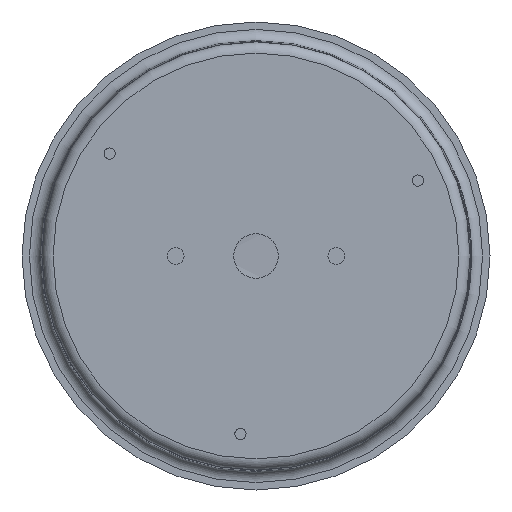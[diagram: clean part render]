
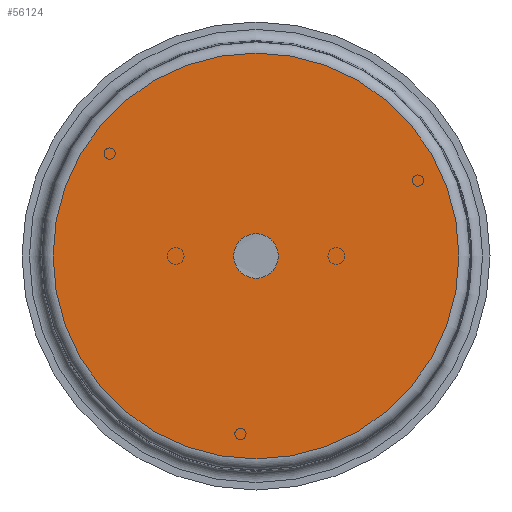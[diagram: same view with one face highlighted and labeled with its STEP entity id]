
A CAD part, front view. The second image highlights one B-rep face of the part: STEP entity #56124.
In plain terms, the highlighted planar face has unit normal (0, -1, 0).
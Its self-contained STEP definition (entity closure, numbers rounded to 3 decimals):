
#70 = EDGE_LOOP ( 'NONE', ( #1400 ) ) ;
#1400 = ORIENTED_EDGE ( 'NONE', *, *, #9372, .T. ) ;
#3049 = DIRECTION ( 'NONE',  ( 0., 0., 1. ) ) ;
#3336 = CARTESIAN_POINT ( 'NONE',  ( 0., 0., 0. ) ) ;
#9372 = EDGE_CURVE ( 'NONE', #33759, #33759, #65882, .T. ) ;
#23957 = CIRCLE ( 'NONE', #75469, 6. ) ;
#30232 = ORIENTED_EDGE ( 'NONE', *, *, #71528, .T. ) ;
#33759 = VERTEX_POINT ( 'NONE', #77107 ) ;
#33769 = DIRECTION ( 'NONE',  ( 0., 0., 1. ) ) ;
#43600 = PLANE ( 'NONE',  #79701 ) ;
#49453 = VERTEX_POINT ( 'NONE', #63288 ) ;
#56124 = ADVANCED_FACE ( 'NONE', ( #68165, #82996 ), #43600, .F. ) ;
#57039 = DIRECTION ( 'NONE',  ( 0., 1., 0. ) ) ;
#57185 = AXIS2_PLACEMENT_3D ( 'NONE', #60670, #73600, #33769 ) ;
#60670 = CARTESIAN_POINT ( 'NONE',  ( 0., 0., 0. ) ) ;
#63288 = CARTESIAN_POINT ( 'NONE',  ( 0., 0., 6. ) ) ;
#65882 = CIRCLE ( 'NONE', #57185, 54.526 ) ;
#68165 = FACE_OUTER_BOUND ( 'NONE', #70, .T. ) ;
#71528 = EDGE_CURVE ( 'NONE', #49453, #49453, #23957, .T. ) ;
#73580 = EDGE_LOOP ( 'NONE', ( #30232 ) ) ;
#73600 = DIRECTION ( 'NONE',  ( 0., -1., 0. ) ) ;
#73952 = DIRECTION ( 'NONE',  ( 0., 0., 1. ) ) ;
#75469 = AXIS2_PLACEMENT_3D ( 'NONE', #86650, #80151, #73952 ) ;
#77107 = CARTESIAN_POINT ( 'NONE',  ( 0., 0., 54.526 ) ) ;
#79701 = AXIS2_PLACEMENT_3D ( 'NONE', #3336, #57039, #3049 ) ;
#80151 = DIRECTION ( 'NONE',  ( 0., 1., 0. ) ) ;
#82996 = FACE_BOUND ( 'NONE', #73580, .T. ) ;
#86650 = CARTESIAN_POINT ( 'NONE',  ( 0., 0., 0. ) ) ;
